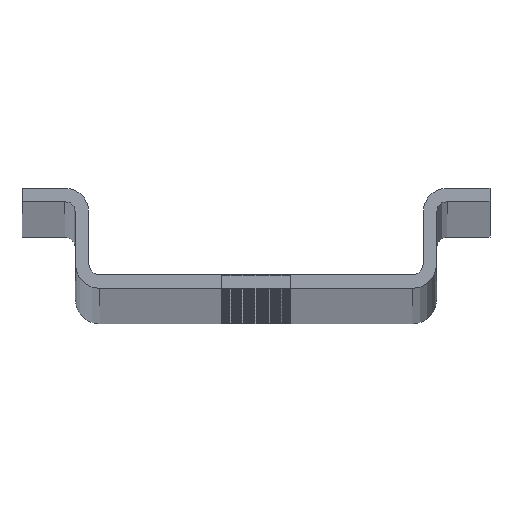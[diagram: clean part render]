
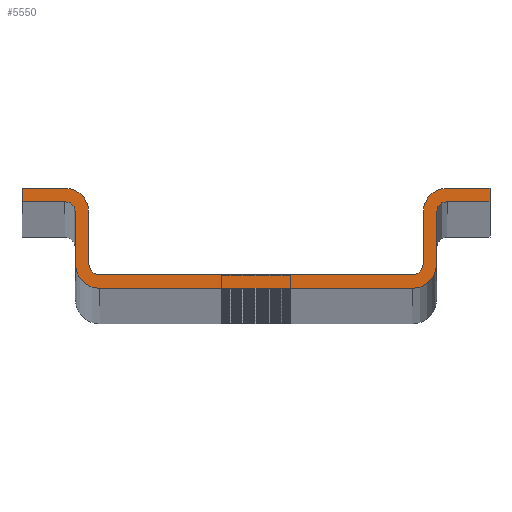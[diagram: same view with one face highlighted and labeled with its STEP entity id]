
A CAD part, top view. The second image highlights one B-rep face of the part: STEP entity #5550.
In plain terms, the highlighted planar face has unit normal (0, 0, 1).
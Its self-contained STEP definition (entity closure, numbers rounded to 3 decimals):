
#272=PLANE('',#6084);
#538=FACE_OUTER_BOUND('',#926,.T.);
#926=EDGE_LOOP('',(#5135,#5136,#5137,#5138,#5139,#5140,#5141,#5142,#5143,
#5144,#5145,#5146,#5147,#5148,#5149,#5150,#5151,#5152,#5153,#5154));
#1428=LINE('',#9181,#1960);
#1430=LINE('',#9185,#1962);
#1433=LINE('',#9193,#1965);
#1436=LINE('',#9201,#1968);
#1439=LINE('',#9209,#1971);
#1442=LINE('',#9217,#1974);
#1444=LINE('',#9221,#1976);
#1446=LINE('',#9225,#1978);
#1449=LINE('',#9233,#1981);
#1452=LINE('',#9241,#1984);
#1455=LINE('',#9249,#1987);
#1458=LINE('',#9256,#1990);
#1960=VECTOR('',#7584,10.);
#1962=VECTOR('',#7588,10.);
#1965=VECTOR('',#7597,10.);
#1968=VECTOR('',#7606,10.);
#1971=VECTOR('',#7615,10.);
#1974=VECTOR('',#7624,10.);
#1976=VECTOR('',#7628,10.);
#1978=VECTOR('',#7632,10.);
#1981=VECTOR('',#7641,10.);
#1984=VECTOR('',#7650,10.);
#1987=VECTOR('',#7659,10.);
#1990=VECTOR('',#7668,10.);
#2243=CIRCLE('',#6059,1.8);
#2244=CIRCLE('',#6062,0.8);
#2245=CIRCLE('',#6065,0.8);
#2246=CIRCLE('',#6068,1.8);
#2247=CIRCLE('',#6073,0.8);
#2248=CIRCLE('',#6076,1.8);
#2249=CIRCLE('',#6079,1.8);
#2250=CIRCLE('',#6082,0.8);
#2759=VERTEX_POINT('',#9178);
#2760=VERTEX_POINT('',#9180);
#2761=VERTEX_POINT('',#9184);
#2762=VERTEX_POINT('',#9188);
#2763=VERTEX_POINT('',#9192);
#2764=VERTEX_POINT('',#9196);
#2765=VERTEX_POINT('',#9200);
#2766=VERTEX_POINT('',#9204);
#2767=VERTEX_POINT('',#9208);
#2768=VERTEX_POINT('',#9212);
#2769=VERTEX_POINT('',#9216);
#2770=VERTEX_POINT('',#9220);
#2771=VERTEX_POINT('',#9224);
#2772=VERTEX_POINT('',#9228);
#2773=VERTEX_POINT('',#9232);
#2774=VERTEX_POINT('',#9236);
#2775=VERTEX_POINT('',#9240);
#2776=VERTEX_POINT('',#9244);
#2777=VERTEX_POINT('',#9248);
#2778=VERTEX_POINT('',#9252);
#3532=EDGE_CURVE('',#2760,#2759,#1428,.T.);
#3534=EDGE_CURVE('',#2761,#2760,#1430,.T.);
#3536=EDGE_CURVE('',#2762,#2761,#2243,.T.);
#3538=EDGE_CURVE('',#2763,#2762,#1433,.T.);
#3540=EDGE_CURVE('',#2764,#2763,#2244,.T.);
#3542=EDGE_CURVE('',#2765,#2764,#1436,.T.);
#3544=EDGE_CURVE('',#2766,#2765,#2245,.T.);
#3546=EDGE_CURVE('',#2767,#2766,#1439,.T.);
#3548=EDGE_CURVE('',#2768,#2767,#2246,.T.);
#3550=EDGE_CURVE('',#2769,#2768,#1442,.T.);
#3552=EDGE_CURVE('',#2770,#2769,#1444,.T.);
#3554=EDGE_CURVE('',#2771,#2770,#1446,.T.);
#3556=EDGE_CURVE('',#2772,#2771,#2247,.T.);
#3558=EDGE_CURVE('',#2773,#2772,#1449,.T.);
#3560=EDGE_CURVE('',#2774,#2773,#2248,.T.);
#3562=EDGE_CURVE('',#2775,#2774,#1452,.T.);
#3564=EDGE_CURVE('',#2776,#2775,#2249,.T.);
#3566=EDGE_CURVE('',#2777,#2776,#1455,.T.);
#3568=EDGE_CURVE('',#2778,#2777,#2250,.T.);
#3570=EDGE_CURVE('',#2759,#2778,#1458,.T.);
#5135=ORIENTED_EDGE('',*,*,#3570,.T.);
#5136=ORIENTED_EDGE('',*,*,#3568,.T.);
#5137=ORIENTED_EDGE('',*,*,#3566,.T.);
#5138=ORIENTED_EDGE('',*,*,#3564,.T.);
#5139=ORIENTED_EDGE('',*,*,#3562,.T.);
#5140=ORIENTED_EDGE('',*,*,#3560,.T.);
#5141=ORIENTED_EDGE('',*,*,#3558,.T.);
#5142=ORIENTED_EDGE('',*,*,#3556,.T.);
#5143=ORIENTED_EDGE('',*,*,#3554,.T.);
#5144=ORIENTED_EDGE('',*,*,#3552,.T.);
#5145=ORIENTED_EDGE('',*,*,#3550,.T.);
#5146=ORIENTED_EDGE('',*,*,#3548,.T.);
#5147=ORIENTED_EDGE('',*,*,#3546,.T.);
#5148=ORIENTED_EDGE('',*,*,#3544,.T.);
#5149=ORIENTED_EDGE('',*,*,#3542,.T.);
#5150=ORIENTED_EDGE('',*,*,#3540,.T.);
#5151=ORIENTED_EDGE('',*,*,#3538,.T.);
#5152=ORIENTED_EDGE('',*,*,#3536,.T.);
#5153=ORIENTED_EDGE('',*,*,#3534,.T.);
#5154=ORIENTED_EDGE('',*,*,#3532,.T.);
#5550=ADVANCED_FACE('',(#538),#272,.T.);
#6059=AXIS2_PLACEMENT_3D('',#9189,#7592,#7593);
#6062=AXIS2_PLACEMENT_3D('',#9197,#7601,#7602);
#6065=AXIS2_PLACEMENT_3D('',#9205,#7610,#7611);
#6068=AXIS2_PLACEMENT_3D('',#9213,#7619,#7620);
#6073=AXIS2_PLACEMENT_3D('',#9229,#7636,#7637);
#6076=AXIS2_PLACEMENT_3D('',#9237,#7645,#7646);
#6079=AXIS2_PLACEMENT_3D('',#9245,#7654,#7655);
#6082=AXIS2_PLACEMENT_3D('',#9253,#7663,#7664);
#6084=AXIS2_PLACEMENT_3D('',#9257,#7669,#7670);
#7584=DIRECTION('',(0.,-1.,0.));
#7588=DIRECTION('',(-1.,0.,0.));
#7592=DIRECTION('center_axis',(0.,0.,1.));
#7593=DIRECTION('ref_axis',(1.,0.,0.));
#7597=DIRECTION('',(0.,1.,0.));
#7601=DIRECTION('center_axis',(0.,0.,-1.));
#7602=DIRECTION('ref_axis',(1.,0.,0.));
#7606=DIRECTION('',(-1.,0.,0.));
#7610=DIRECTION('center_axis',(0.,0.,-1.));
#7611=DIRECTION('ref_axis',(0.,1.,0.));
#7615=DIRECTION('',(0.,-1.,0.));
#7619=DIRECTION('center_axis',(0.,0.,1.));
#7620=DIRECTION('ref_axis',(0.,1.,0.));
#7624=DIRECTION('',(-1.,0.,0.));
#7628=DIRECTION('',(0.,1.,0.));
#7632=DIRECTION('',(1.,0.,0.));
#7636=DIRECTION('center_axis',(0.,0.,-1.));
#7637=DIRECTION('ref_axis',(0.,-1.,0.));
#7641=DIRECTION('',(0.,1.,0.));
#7645=DIRECTION('center_axis',(0.,0.,1.));
#7646=DIRECTION('ref_axis',(0.,-1.,0.));
#7650=DIRECTION('',(1.,0.,0.));
#7654=DIRECTION('center_axis',(0.,0.,1.));
#7655=DIRECTION('ref_axis',(-1.,0.,0.));
#7659=DIRECTION('',(0.,-1.,0.));
#7663=DIRECTION('center_axis',(0.,0.,-1.));
#7664=DIRECTION('ref_axis',(-1.,0.,0.));
#7668=DIRECTION('',(1.,0.,0.));
#7669=DIRECTION('center_axis',(0.,0.,1.));
#7670=DIRECTION('ref_axis',(1.,0.,0.));
#9178=CARTESIAN_POINT('',(-17.5,6.5,762.));
#9180=CARTESIAN_POINT('',(-17.5,7.5,762.));
#9181=CARTESIAN_POINT('',(-17.5,7.5,762.));
#9184=CARTESIAN_POINT('',(-14.3,7.5,762.));
#9185=CARTESIAN_POINT('',(-14.3,7.5,762.));
#9188=CARTESIAN_POINT('',(-12.5,5.7,762.));
#9189=CARTESIAN_POINT('Origin',(-14.3,5.7,762.));
#9192=CARTESIAN_POINT('',(-12.5,1.8,762.));
#9193=CARTESIAN_POINT('',(-12.5,1.8,762.));
#9196=CARTESIAN_POINT('',(-11.7,1.,762.));
#9197=CARTESIAN_POINT('Origin',(-11.7,1.8,762.));
#9200=CARTESIAN_POINT('',(11.7,1.,762.));
#9201=CARTESIAN_POINT('',(11.7,1.,762.));
#9204=CARTESIAN_POINT('',(12.5,1.8,762.));
#9205=CARTESIAN_POINT('Origin',(11.7,1.8,762.));
#9208=CARTESIAN_POINT('',(12.5,5.7,762.));
#9209=CARTESIAN_POINT('',(12.5,5.7,762.));
#9212=CARTESIAN_POINT('',(14.3,7.5,762.));
#9213=CARTESIAN_POINT('Origin',(14.3,5.7,762.));
#9216=CARTESIAN_POINT('',(17.5,7.5,762.));
#9217=CARTESIAN_POINT('',(17.5,7.5,762.));
#9220=CARTESIAN_POINT('',(17.5,6.5,762.));
#9221=CARTESIAN_POINT('',(17.5,6.5,762.));
#9224=CARTESIAN_POINT('',(14.3,6.5,762.));
#9225=CARTESIAN_POINT('',(14.3,6.5,762.));
#9228=CARTESIAN_POINT('',(13.5,5.7,762.));
#9229=CARTESIAN_POINT('Origin',(14.3,5.7,762.));
#9232=CARTESIAN_POINT('',(13.5,1.8,762.));
#9233=CARTESIAN_POINT('',(13.5,1.8,762.));
#9236=CARTESIAN_POINT('',(11.7,0.,762.));
#9237=CARTESIAN_POINT('Origin',(11.7,1.8,762.));
#9240=CARTESIAN_POINT('',(-11.7,0.,762.));
#9241=CARTESIAN_POINT('',(-11.7,0.,762.));
#9244=CARTESIAN_POINT('',(-13.5,1.8,762.));
#9245=CARTESIAN_POINT('Origin',(-11.7,1.8,762.));
#9248=CARTESIAN_POINT('',(-13.5,5.7,762.));
#9249=CARTESIAN_POINT('',(-13.5,5.7,762.));
#9252=CARTESIAN_POINT('',(-14.3,6.5,762.));
#9253=CARTESIAN_POINT('Origin',(-14.3,5.7,762.));
#9256=CARTESIAN_POINT('',(-17.5,6.5,762.));
#9257=CARTESIAN_POINT('Origin',(0.,2.587,762.));
